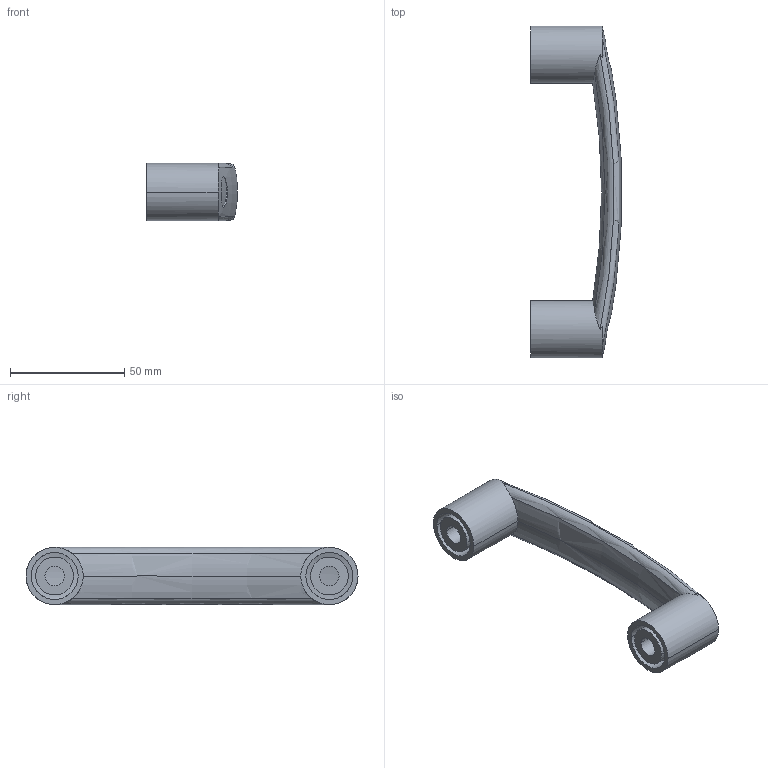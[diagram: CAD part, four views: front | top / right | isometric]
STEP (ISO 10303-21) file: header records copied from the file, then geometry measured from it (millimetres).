
FILE_DESCRIPTION (( 'STEP AP203' ), '1' );
FILE_NAME ('7.11.120.10.04.BE.STEP', '2014-06-26T00:21:51', ( 'USER' ), ( 'Microsoft' ), 'SwSTEP 2.0', 'SolidWorks 2012', '' );
FILE_SCHEMA (( 'CONFIG_CONTROL_DESIGN' ));
Length unit declared in the file: millimetre
Products named in the file (1): 7.11.120.10.04.BE
Bounding box: 39.69 x 145 x 25 mm (x, y, z)
Surface area: 19618.9 mm2 (no closed solid volume)
Topology: 0 solids, 5 shells, 39 faces, 173 edges, 140 vertices
Faces by surface type: cylinder 20, plane 10, torus 9
Entity records: 2392 total; most frequent: CARTESIAN_POINT 920, DIRECTION 298, ORIENTED_EDGE 258, EDGE_CURVE 173, VERTEX_POINT 140, AXIS2_PLACEMENT_3D 121, CIRCLE 81, VECTOR 56
